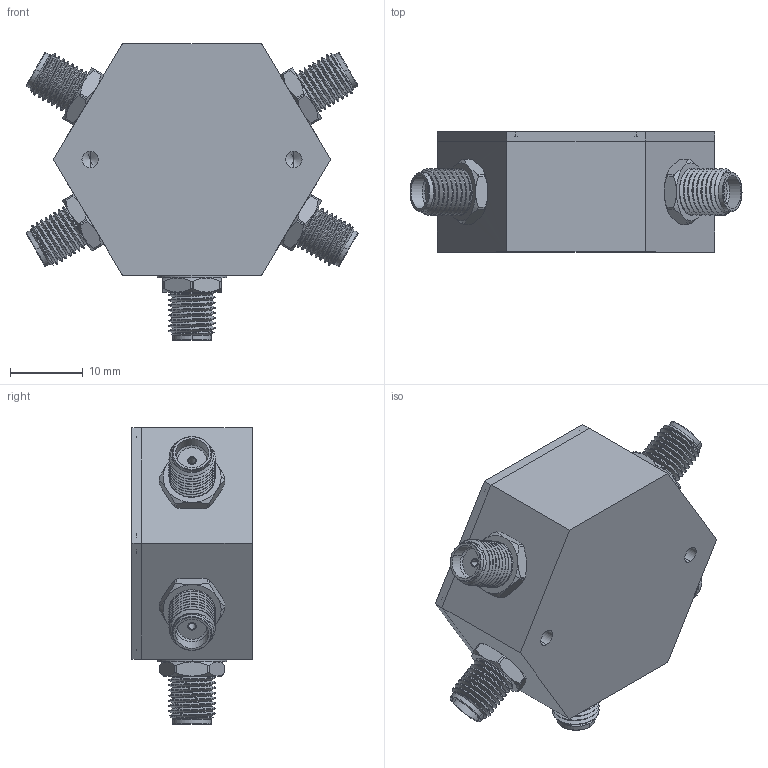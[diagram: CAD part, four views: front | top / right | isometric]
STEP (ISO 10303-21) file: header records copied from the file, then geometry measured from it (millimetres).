
FILE_DESCRIPTION (( 'STEP AP214' ), '1' );
FILE_NAME ('MPR03-4_3D.step', '2023-02-06T16:58:01', ( '' ), ( '' ), 'SwSTEP 2.0', 'SolidWorks 2022', '' );
FILE_SCHEMA (( 'AUTOMOTIVE_DESIGN' ));
Length unit declared in the file: inch
Products named in the file (1): MPR03-4_3D
Bounding box: 45.57 x 16.54 x 40.68 mm (x, y, z)
Volume: 16141.6 mm3; surface area: 7316.5 mm2
Topology: 2 solids, 3 shells, 1065 faces, 2763 edges, 1815 vertices
Faces by surface type: plane 574, cylinder 193, bspline 189, cone 99, torus 10
Entity records: 49039 total; most frequent: CARTESIAN_POINT 24778, ORIENTED_EDGE 5518, DIRECTION 4120, EDGE_CURVE 2759, VERTEX_POINT 1815, VECTOR 1710, LINE 1710, AXIS2_PLACEMENT_3D 1205
